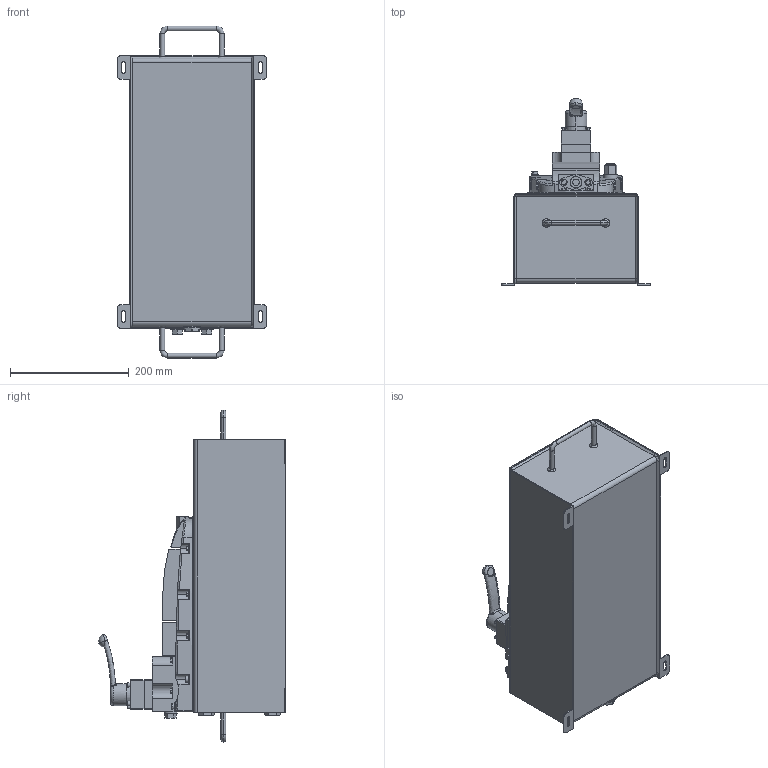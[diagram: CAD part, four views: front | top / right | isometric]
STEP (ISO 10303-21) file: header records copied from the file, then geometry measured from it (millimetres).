
FILE_DESCRIPTION (( 'STEP AP203' ), '1' );
FILE_NAME ('AHP1142 TANK.STEP', '2016-12-16T11:17:53', ( '' ), ( '' ), 'SwSTEP 2.0', 'SolidWorks 2016', '' );
FILE_SCHEMA (( 'CONFIG_CONTROL_DESIGN' ));
Length unit declared in the file: millimetre
Products named in the file (8): Part1^AHP1142 TANK; SOCKET CAP HEAD SCREWS_BLC006JD016; WAC006EB000; AHP4WAY VALVE; AHP1142 TANK; tac010as007_Default<As Machined>; BLC021YT010; NUC021-B000
Assembly tree (9 placements, depth 2):
  AHP1142 TANK
    tac010as007_Default<As Machined>
    BLC021YT010  x2
    NUC021-B000  x2
    Part1^AHP1142 TANK
    SOCKET CAP HEAD SCREWS_BLC006JD016
    WAC006EB000
    AHP4WAY VALVE
Bounding box: 252 x 315.74 x 560 mm (x, y, z)
Volume: 2678359.3 mm3; surface area: 987264.2 mm2
Topology: 17 solids, 17 shells, 927 faces, 2403 edges, 1573 vertices
Faces by surface type: plane 542, cylinder 257, bspline 65, cone 44, torus 17, sphere 2
Entity records: 33320 total; most frequent: CARTESIAN_POINT 10937, ORIENTED_EDGE 4544, DIRECTION 4281, EDGE_CURVE 2272, VERTEX_POINT 1487, LINE 1445, VECTOR 1445, AXIS2_PLACEMENT_3D 1418
